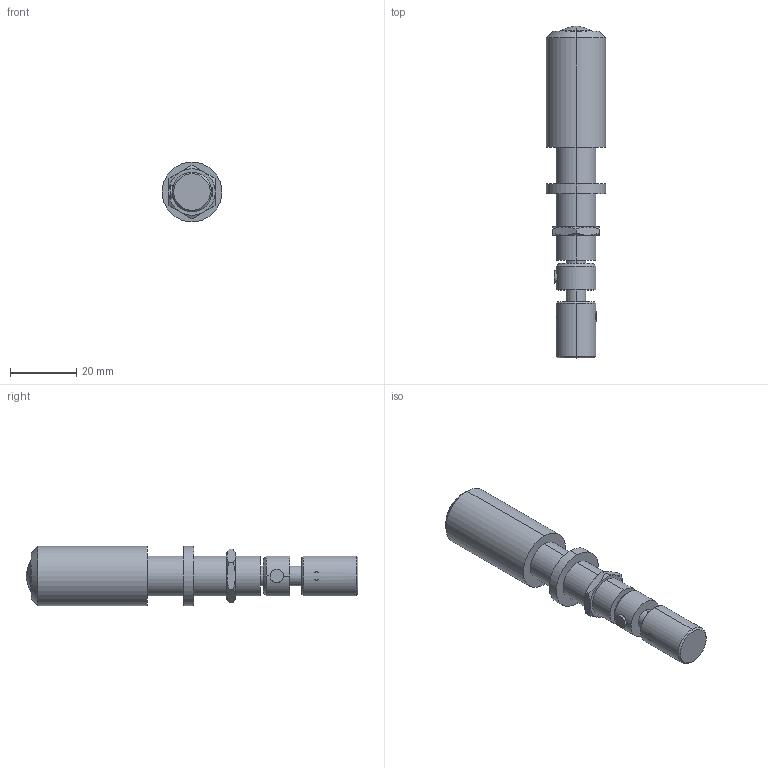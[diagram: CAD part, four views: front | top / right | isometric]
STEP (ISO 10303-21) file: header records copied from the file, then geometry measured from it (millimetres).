
FILE_DESCRIPTION (( 'STEP AP214' ), '1' );
FILE_NAME ('40666~0.STEP', '2019-12-10T09:28:27', ( '' ), ( '' ), 'SwSTEP 2.0', 'SolidWorks 2018', '' );
FILE_SCHEMA (( 'AUTOMOTIVE_DESIGN' ));
Length unit declared in the file: millimetre
Products named in the file (1): 40666~0
Bounding box: 18 x 100.1 x 18 mm (x, y, z)
Volume: 16206.3 mm3; surface area: 5507.5 mm2
Topology: 1 solids, 1 shells, 70 faces, 143 edges, 88 vertices
Faces by surface type: cylinder 24, cone 22, plane 22, torus 2
Entity records: 2621 total; most frequent: CARTESIAN_POINT 562, DIRECTION 323, ORIENTED_EDGE 286, EDGE_CURVE 143, AXIS2_PLACEMENT_3D 141, VERTEX_POINT 88, EDGE_LOOP 83, FACE_OUTER_BOUND 70
